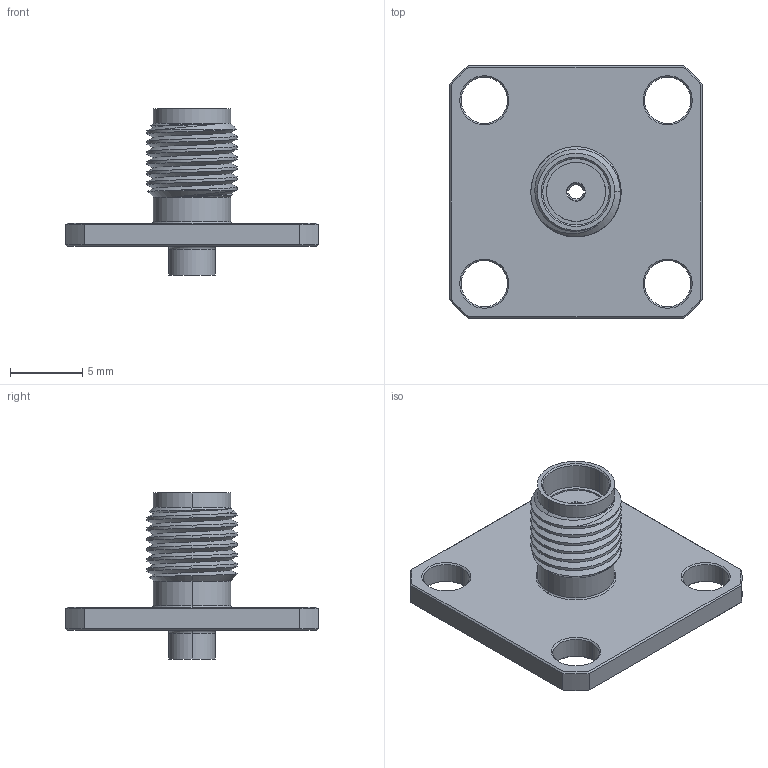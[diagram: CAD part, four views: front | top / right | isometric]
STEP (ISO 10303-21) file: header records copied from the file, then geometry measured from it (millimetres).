
FILE_DESCRIPTION (( 'STEP AP214' ), '1' );
FILE_NAME ('30-279-D3-HA-17.5.STEP', '2024-08-09T08:03:11', ( '' ), ( '' ), 'SwSTEP 2.0', 'SolidWorks 2024', '' );
FILE_SCHEMA (( 'AUTOMOTIVE_DESIGN' ));
Length unit declared in the file: millimetre
Products named in the file (1): 30-279-D3-HA-17.5
Bounding box: 17.5 x 17.5 x 11.5 mm (x, y, z)
Surface area: 1013 mm2 (no closed solid volume)
Topology: 0 solids, 4 shells, 97 faces, 235 edges, 146 vertices
Faces by surface type: cylinder 37, cone 34, plane 20, torus 4, bspline 2
Entity records: 3639 total; most frequent: CARTESIAN_POINT 1423, DIRECTION 468, ORIENTED_EDGE 450, EDGE_CURVE 235, AXIS2_PLACEMENT_3D 192, VERTEX_POINT 146, EDGE_LOOP 111, ADVANCED_FACE 97
